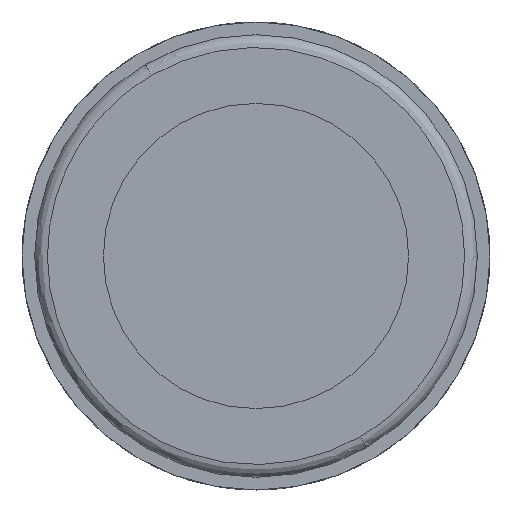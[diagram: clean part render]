
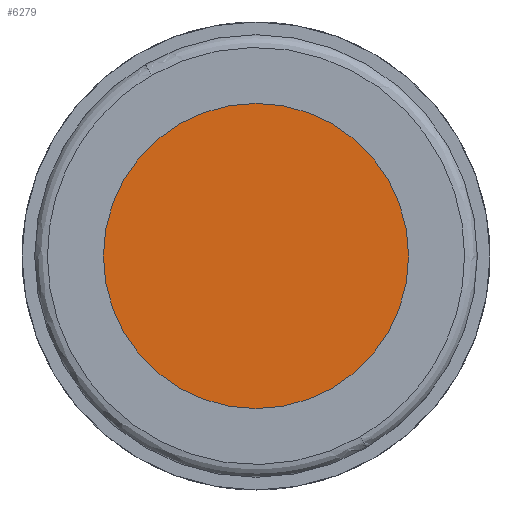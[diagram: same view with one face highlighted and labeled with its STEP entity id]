
A CAD part, front view. The second image highlights one B-rep face of the part: STEP entity #6279.
In plain terms, the highlighted planar face has unit normal (0, -1, 0).
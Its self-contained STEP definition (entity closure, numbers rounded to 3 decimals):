
#8 = EDGE_CURVE ( 'NONE', #8175, #7912, #6579, .T. ) ;
#109 = PLANE ( 'NONE',  #7626 ) ;
#589 = ORIENTED_EDGE ( 'NONE', *, *, #3372, .F. ) ;
#915 = ORIENTED_EDGE ( 'NONE', *, *, #8, .F. ) ;
#1517 = DIRECTION ( 'NONE',  ( 0., 0., 1. ) ) ;
#2039 = DIRECTION ( 'NONE',  ( 0., 0., 1. ) ) ;
#3372 = EDGE_CURVE ( 'NONE', #7912, #8175, #6562, .T. ) ;
#3983 = AXIS2_PLACEMENT_3D ( 'NONE', #7594, #4191, #1517 ) ;
#4045 = CARTESIAN_POINT ( 'NONE',  ( 0., -45.5, -6. ) ) ;
#4187 = AXIS2_PLACEMENT_3D ( 'NONE', #5698, #5667, #5017 ) ;
#4191 = DIRECTION ( 'NONE',  ( 0., 1., 0. ) ) ;
#4847 = CARTESIAN_POINT ( 'NONE',  ( 5.196, -45.5, 3. ) ) ;
#5017 = DIRECTION ( 'NONE',  ( 0., 0., 1. ) ) ;
#5667 = DIRECTION ( 'NONE',  ( 0., 1., 0. ) ) ;
#5698 = CARTESIAN_POINT ( 'NONE',  ( 0., -45.5, 0. ) ) ;
#6279 = ADVANCED_FACE ( 'NONE', ( #7167 ), #109, .F. ) ;
#6475 = CARTESIAN_POINT ( 'NONE',  ( 0., -45.5, 6. ) ) ;
#6562 = CIRCLE ( 'NONE', #4187, 6. ) ;
#6579 = CIRCLE ( 'NONE', #3983, 6. ) ;
#6889 = DIRECTION ( 'NONE',  ( 0., 1., 0. ) ) ;
#7167 = FACE_OUTER_BOUND ( 'NONE', #7649, .T. ) ;
#7594 = CARTESIAN_POINT ( 'NONE',  ( 0., -45.5, 0. ) ) ;
#7626 = AXIS2_PLACEMENT_3D ( 'NONE', #4847, #6889, #2039 ) ;
#7649 = EDGE_LOOP ( 'NONE', ( #589, #915 ) ) ;
#7912 = VERTEX_POINT ( 'NONE', #6475 ) ;
#8175 = VERTEX_POINT ( 'NONE', #4045 ) ;
